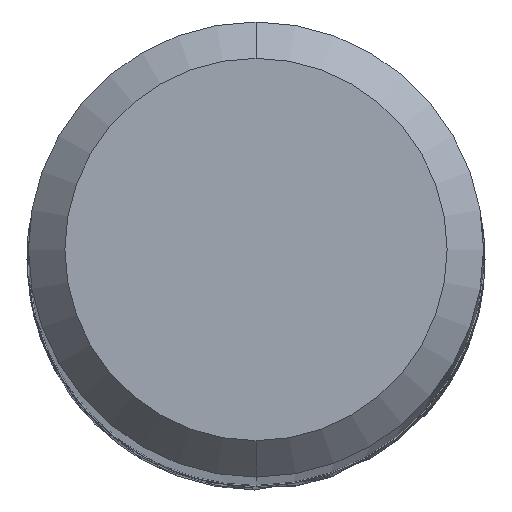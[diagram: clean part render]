
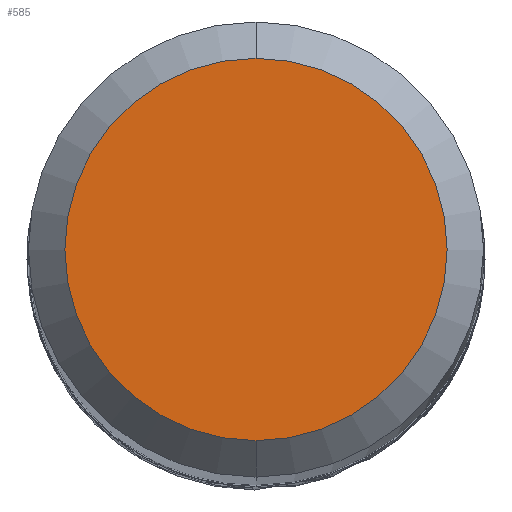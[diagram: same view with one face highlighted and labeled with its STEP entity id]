
A CAD part, top view. The second image highlights one B-rep face of the part: STEP entity #585.
In plain terms, the highlighted planar face has unit normal (0, 0, 1).
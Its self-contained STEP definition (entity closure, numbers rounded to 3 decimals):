
#551=EDGE_CURVE('',#671,#747,#1180,.T.);
#585=ADVANCED_FACE('',(#1215),#1216,.T.);
#607=EDGE_CURVE('',#747,#671,#1239,.T.);
#671=VERTEX_POINT('',#1311);
#747=VERTEX_POINT('',#1393);
#1180=CIRCLE('',#2971,2.1);
#1215=FACE_OUTER_BOUND('',#3075,.T.);
#1216=PLANE('',#3076);
#1239=CIRCLE('',#3832,2.1);
#1311=CARTESIAN_POINT('',(0.,-2.1,0.0));
#1393=CARTESIAN_POINT('',(0.0,2.1,0.0));
#2971=AXIS2_PLACEMENT_3D('',#6251,#6252,#6253);
#3075=EDGE_LOOP('',(#6292,#6293));
#3076=AXIS2_PLACEMENT_3D('',#6294,#6295,#6296);
#3832=AXIS2_PLACEMENT_3D('',#6310,#6311,#6312);
#6251=CARTESIAN_POINT('',(0.0,0.0,0.0));
#6252=DIRECTION('',(0.0,0.0,-1.0));
#6253=DIRECTION('',(0.0,1.0,0.0));
#6292=ORIENTED_EDGE('',*,*,#607,.F.);
#6293=ORIENTED_EDGE('',*,*,#551,.F.);
#6294=CARTESIAN_POINT('',(0.0,1.05,0.0));
#6295=DIRECTION('',(-0.0,0.0,1.0));
#6296=DIRECTION('',(0.0,-1.0,0.0));
#6310=CARTESIAN_POINT('',(0.0,0.0,0.0));
#6311=DIRECTION('',(0.0,0.0,-1.0));
#6312=DIRECTION('',(0.0,1.0,0.0));
